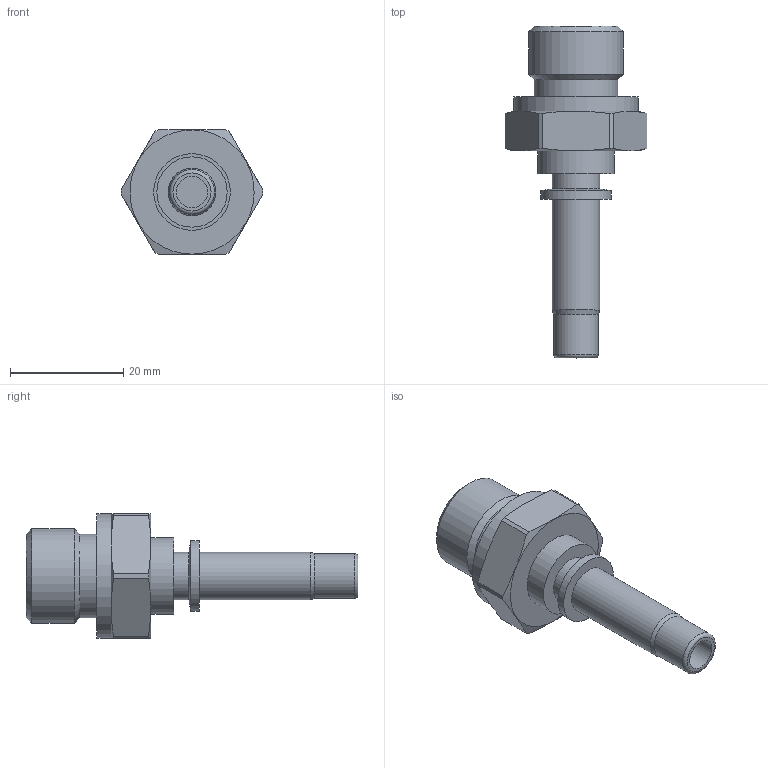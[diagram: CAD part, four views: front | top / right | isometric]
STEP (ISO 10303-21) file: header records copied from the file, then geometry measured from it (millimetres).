
FILE_DESCRIPTION(/* description */ ('Unknown'),/* implementation_level */ '2;1');
FILE_NAME(/* name */ '31550_Preßnippel_Typ_AGR-G3_8_AG-NW8_17.08.2023',/* time_stamp */ '2023-08-17T15:24:15+02:00',/* author */ ('Unknown'),/* organization */ ('Unknown'),/* preprocessor_version */ 'ST-DEVELOPER v18.104',/* originating_system */ 'Solid Edge',/* authorisation */ 'Unknown');
FILE_SCHEMA (('AUTOMOTIVE_DESIGN {1 0 10303 214 3 1 1}'));
Length unit declared in the file: millimetre
Products named in the file (1): 10377_31550_Preßnippel_Typ_AGR-G3_8_AG-NW8_00168594
Bounding box: 25 x 58.5 x 22 mm (x, y, z)
Volume: 8245.3 mm3; surface area: 3511.1 mm2
Topology: 1 solids, 1 shells, 37 faces, 82 edges, 53 vertices
Faces by surface type: cylinder 15, plane 14, cone 7, torus 1
Full cylindrical faces by diameter (mm): 5.5 x1, 7.9 x1, 8.4 x2, 12.4 x1, 13.5 x1, 14.7 x1, 16.66 x1, 21.9 x1
Entity records: 1199 total; most frequent: CARTESIAN_POINT 192, DIRECTION 158, ORIENTED_EDGE 118, AXIS2_PLACEMENT_3D 73, EDGE_LOOP 60, FACE_BOUND 60, EDGE_CURVE 59, VERTEX_POINT 47
